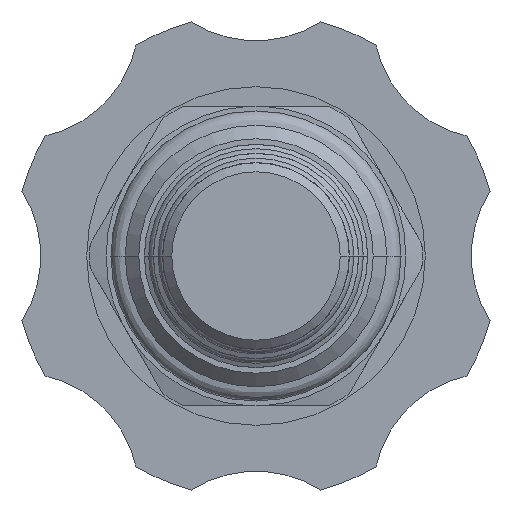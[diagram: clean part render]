
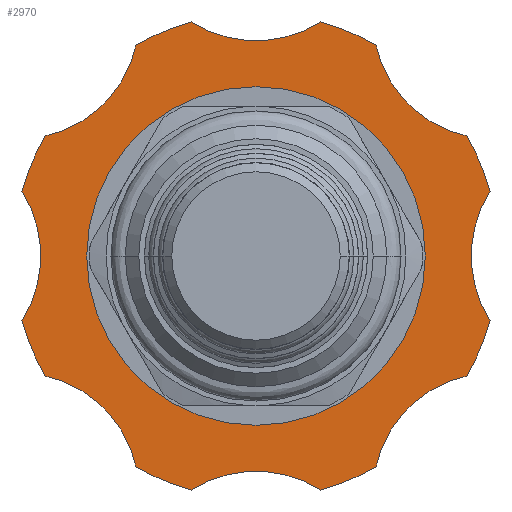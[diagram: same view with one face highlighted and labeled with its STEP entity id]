
A CAD part, front view. The second image highlights one B-rep face of the part: STEP entity #2970.
In plain terms, the highlighted planar face has unit normal (0, -1, 0).
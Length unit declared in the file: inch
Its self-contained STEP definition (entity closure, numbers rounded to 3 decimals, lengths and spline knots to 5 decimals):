
#1=CARTESIAN_POINT('',(0.,1.34123,1.118));
#2=DIRECTION('',(0.,1.,0.));
#3=DIRECTION('',(0.538,0.,-0.843));
#4=AXIS2_PLACEMENT_3D('',#1,#2,#3);
#60=CARTESIAN_POINT('',(0.,1.34123,0.));
#61=DIRECTION('',(0.,-1.,0.));
#62=DIRECTION('',(-0.266,0.,0.964));
#63=AXIS2_PLACEMENT_3D('',#60,#61,#62);
#69=CARTESIAN_POINT('',(0.79055,1.34123,0.79055));
#70=DIRECTION('',(0.,1.,0.));
#71=DIRECTION('',(-0.215,0.,-0.977));
#72=AXIS2_PLACEMENT_3D('',#69,#70,#71);
#74=CARTESIAN_POINT('',(1.118,1.34123,0.));
#75=DIRECTION('',(0.,1.,0.));
#76=DIRECTION('',(-0.843,0.,-0.538));
#77=AXIS2_PLACEMENT_3D('',#74,#75,#76);
#79=CARTESIAN_POINT('',(0.79055,1.34123,-0.79055));
#80=DIRECTION('',(0.,1.,0.));
#81=DIRECTION('',(-0.977,0.,0.215));
#82=AXIS2_PLACEMENT_3D('',#79,#80,#81);
#84=CARTESIAN_POINT('',(-0.79055,1.34123,-0.79055));
#85=DIRECTION('',(0.,1.,0.));
#86=DIRECTION('',(0.215,0.,0.977));
#87=AXIS2_PLACEMENT_3D('',#84,#85,#86);
#89=CARTESIAN_POINT('',(-1.118,1.34123,0.));
#90=DIRECTION('',(0.,1.,0.));
#91=DIRECTION('',(0.843,0.,0.538));
#92=AXIS2_PLACEMENT_3D('',#89,#90,#91);
#94=CARTESIAN_POINT('',(-0.79055,1.34123,0.79055));
#95=DIRECTION('',(0.,1.,0.));
#96=DIRECTION('',(0.977,0.,-0.215));
#97=AXIS2_PLACEMENT_3D('',#94,#95,#96);
#103=CARTESIAN_POINT('',(0.,1.34123,0.));
#104=DIRECTION('',(0.,-1.,0.));
#105=DIRECTION('',(0.494,0.,0.87));
#106=AXIS2_PLACEMENT_3D('',#103,#104,#105);
#176=CARTESIAN_POINT('',(0.,1.34123,0.));
#177=DIRECTION('',(0.,-1.,0.));
#178=DIRECTION('',(0.964,0.,0.266));
#179=AXIS2_PLACEMENT_3D('',#176,#177,#178);
#239=CARTESIAN_POINT('',(0.,1.34123,0.));
#240=DIRECTION('',(0.,-1.,0.));
#241=DIRECTION('',(0.87,0.,-0.494));
#242=AXIS2_PLACEMENT_3D('',#239,#240,#241);
#302=CARTESIAN_POINT('',(0.,1.34123,0.));
#303=DIRECTION('',(0.,-1.,0.));
#304=DIRECTION('',(0.266,0.,-0.964));
#305=AXIS2_PLACEMENT_3D('',#302,#303,#304);
#311=CARTESIAN_POINT('',(0.,1.34123,-1.118));
#312=DIRECTION('',(0.,1.,0.));
#313=DIRECTION('',(-0.538,0.,0.843));
#314=AXIS2_PLACEMENT_3D('',#311,#312,#313);
#370=CARTESIAN_POINT('',(0.,1.34123,0.));
#371=DIRECTION('',(0.,-1.,0.));
#372=DIRECTION('',(-0.494,0.,-0.87));
#373=AXIS2_PLACEMENT_3D('',#370,#371,#372);
#433=CARTESIAN_POINT('',(0.,1.34123,0.));
#434=DIRECTION('',(0.,-1.,0.));
#435=DIRECTION('',(-0.964,0.,-0.266));
#436=AXIS2_PLACEMENT_3D('',#433,#434,#435);
#496=CARTESIAN_POINT('',(0.,1.34123,0.));
#497=DIRECTION('',(0.,-1.,0.));
#498=DIRECTION('',(-0.87,0.,0.494));
#499=AXIS2_PLACEMENT_3D('',#496,#497,#498);
#549=CARTESIAN_POINT('',(0.,1.34123,0.));
#550=DIRECTION('',(0.,-1.,0.));
#551=DIRECTION('',(0.,0.,1.));
#552=AXIS2_PLACEMENT_3D('',#549,#550,#551);
#578=CARTESIAN_POINT('',(0.,1.34123,0.));
#579=DIRECTION('',(0.,1.,0.));
#580=DIRECTION('',(0.,0.,1.));
#581=AXIS2_PLACEMENT_3D('',#578,#579,#580);
#2723=CARTESIAN_POINT('',(0.,1.34123,0.565));
#2724=CARTESIAN_POINT('',(0.,1.34123,-0.565));
#2725=VERTEX_POINT('',#2723);
#2726=VERTEX_POINT('',#2724);
#2747=CARTESIAN_POINT('',(0.70438,1.34123,0.39994));
#2748=CARTESIAN_POINT('',(0.39994,1.34123,0.70438));
#2749=VERTEX_POINT('',#2747);
#2750=VERTEX_POINT('',#2748);
#2751=CARTESIAN_POINT('',(0.78087,1.34123,-0.21527));
#2752=CARTESIAN_POINT('',(0.78087,1.34123,0.21527));
#2753=VERTEX_POINT('',#2751);
#2754=VERTEX_POINT('',#2752);
#2755=CARTESIAN_POINT('',(0.39994,1.34123,-0.70438));
#2756=CARTESIAN_POINT('',(0.70438,1.34123,-0.39994));
#2757=VERTEX_POINT('',#2755);
#2758=VERTEX_POINT('',#2756);
#2759=CARTESIAN_POINT('',(0.21527,1.34123,-0.78087));
#2760=VERTEX_POINT('',#2759);
#2761=CARTESIAN_POINT('',(-0.21527,1.34123,-0.78087));
#2762=VERTEX_POINT('',#2761);
#2763=CARTESIAN_POINT('',(-0.70438,1.34123,-0.39994));
#2764=CARTESIAN_POINT('',(-0.39994,1.34123,-0.70438));
#2765=VERTEX_POINT('',#2763);
#2766=VERTEX_POINT('',#2764);
#2767=CARTESIAN_POINT('',(-0.78087,1.34123,0.21527));
#2768=CARTESIAN_POINT('',(-0.78087,1.34123,-0.21527));
#2769=VERTEX_POINT('',#2767);
#2770=VERTEX_POINT('',#2768);
#2771=CARTESIAN_POINT('',(-0.39994,1.34123,0.70438));
#2772=CARTESIAN_POINT('',(-0.70438,1.34123,0.39994));
#2773=VERTEX_POINT('',#2771);
#2774=VERTEX_POINT('',#2772);
#2775=CARTESIAN_POINT('',(0.21527,1.34123,0.78087));
#2776=VERTEX_POINT('',#2775);
#2777=CARTESIAN_POINT('',(-0.21527,1.34123,0.78087));
#2778=VERTEX_POINT('',#2777);
#2927=CARTESIAN_POINT('',(0.,1.34123,0.));
#2928=DIRECTION('',(0.,1.,0.));
#2929=DIRECTION('',(0.,0.,1.));
#2930=AXIS2_PLACEMENT_3D('',#2927,#2928,#2929);
#2931=PLANE('',#2930);
#2932=ORIENTED_EDGE('',*,*,#2876,.F.);
#2934=ORIENTED_EDGE('',*,*,#2933,.F.);
#2936=ORIENTED_EDGE('',*,*,#2935,.F.);
#2938=ORIENTED_EDGE('',*,*,#2937,.F.);
#2940=ORIENTED_EDGE('',*,*,#2939,.F.);
#2942=ORIENTED_EDGE('',*,*,#2941,.F.);
#2944=ORIENTED_EDGE('',*,*,#2943,.F.);
#2946=ORIENTED_EDGE('',*,*,#2945,.F.);
#2948=ORIENTED_EDGE('',*,*,#2947,.F.);
#2950=ORIENTED_EDGE('',*,*,#2949,.F.);
#2952=ORIENTED_EDGE('',*,*,#2951,.F.);
#2954=ORIENTED_EDGE('',*,*,#2953,.F.);
#2956=ORIENTED_EDGE('',*,*,#2955,.F.);
#2958=ORIENTED_EDGE('',*,*,#2957,.F.);
#2960=ORIENTED_EDGE('',*,*,#2959,.F.);
#2961=ORIENTED_EDGE('',*,*,#2920,.F.);
#2962=EDGE_LOOP('',(#2932,#2934,#2936,#2938,#2940,#2942,#2944,#2946,#2948,#2950,
#2952,#2954,#2956,#2958,#2960,#2961));
#2963=FACE_OUTER_BOUND('',#2962,.F.);
#2965=ORIENTED_EDGE('',*,*,#2964,.T.);
#2967=ORIENTED_EDGE('',*,*,#2966,.F.);
#2968=EDGE_LOOP('',(#2965,#2967));
#2969=FACE_BOUND('',#2968,.F.);
#2970=ADVANCED_FACE('',(#2963,#2969),#2931,.F.);
#5=CIRCLE('',#4,0.4);
#64=CIRCLE('',#63,0.81);
#73=CIRCLE('',#72,0.4);
#78=CIRCLE('',#77,0.4);
#83=CIRCLE('',#82,0.4);
#88=CIRCLE('',#87,0.4);
#93=CIRCLE('',#92,0.4);
#98=CIRCLE('',#97,0.4);
#107=CIRCLE('',#106,0.81);
#180=CIRCLE('',#179,0.81);
#243=CIRCLE('',#242,0.81);
#306=CIRCLE('',#305,0.81);
#315=CIRCLE('',#314,0.4);
#374=CIRCLE('',#373,0.81);
#437=CIRCLE('',#436,0.81);
#500=CIRCLE('',#499,0.81);
#553=CIRCLE('',#552,0.565);
#582=CIRCLE('',#581,0.565);
#2876=EDGE_CURVE('',#2776,#2778,#5,.T.);
#2920=EDGE_CURVE('',#2778,#2773,#64,.T.);
#2933=EDGE_CURVE('',#2750,#2776,#107,.T.);
#2935=EDGE_CURVE('',#2749,#2750,#73,.T.);
#2937=EDGE_CURVE('',#2754,#2749,#180,.T.);
#2939=EDGE_CURVE('',#2753,#2754,#78,.T.);
#2941=EDGE_CURVE('',#2758,#2753,#243,.T.);
#2943=EDGE_CURVE('',#2757,#2758,#83,.T.);
#2945=EDGE_CURVE('',#2760,#2757,#306,.T.);
#2947=EDGE_CURVE('',#2762,#2760,#315,.T.);
#2949=EDGE_CURVE('',#2766,#2762,#374,.T.);
#2951=EDGE_CURVE('',#2765,#2766,#88,.T.);
#2953=EDGE_CURVE('',#2770,#2765,#437,.T.);
#2955=EDGE_CURVE('',#2769,#2770,#93,.T.);
#2957=EDGE_CURVE('',#2774,#2769,#500,.T.);
#2959=EDGE_CURVE('',#2773,#2774,#98,.T.);
#2964=EDGE_CURVE('',#2725,#2726,#553,.T.);
#2966=EDGE_CURVE('',#2725,#2726,#582,.T.);
